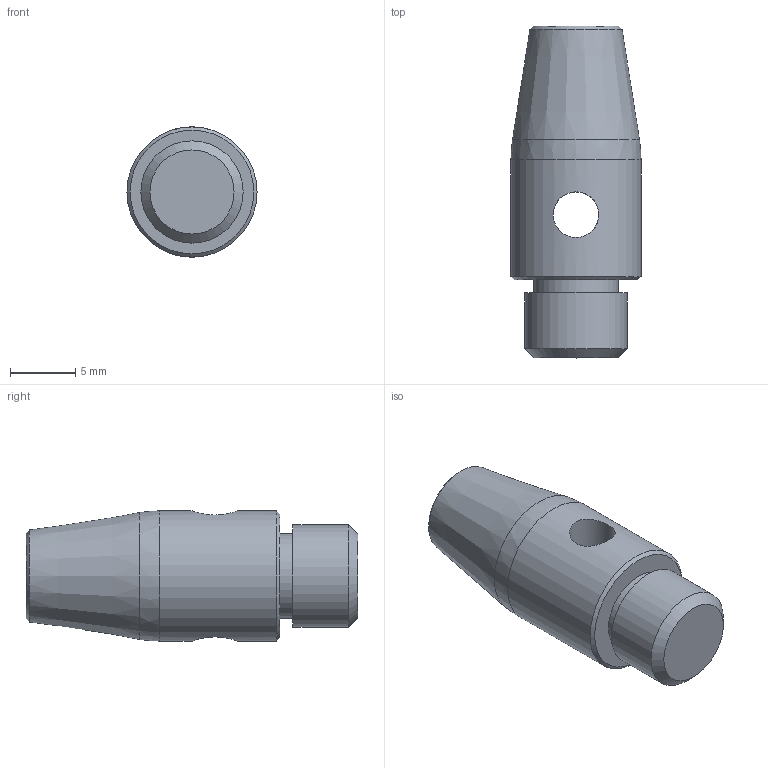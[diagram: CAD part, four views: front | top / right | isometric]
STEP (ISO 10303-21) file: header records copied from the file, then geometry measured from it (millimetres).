
FILE_DESCRIPTION(/* description */ (''),/* implementation_level */ '2;1');
FILE_NAME(/* name */ 'MS-LONG-PULLEY-STANDOFF 1.3.step',/* time_stamp */ '2019-04-13T15:10:52+01:00',/* author */ ('gregY6MPL'),/* organization */ (''),/* preprocessor_version */ 'ST-DEVELOPER v18',/* originating_system */ 'Autodesk Translation Framework v8.2.0.1029',/* authorisation */ '');
FILE_SCHEMA (('AUTOMOTIVE_DESIGN { 1 0 10303 214 3 1 1 }'));
Length unit declared in the file: millimetre
Products named in the file (2): MS-LONG-PULLEY-STANDOFF; MS-LONG-PULLEY-STANDOFF_1
Assembly tree (1 placements, depth 2):
  MS-LONG-PULLEY-STANDOFF
    MS-LONG-PULLEY-STANDOFF_1
Bounding box: 10 x 25.5 x 10 mm (x, y, z)
Volume: 1413.3 mm3; surface area: 1036.1 mm2
Topology: 1 solids, 1 shells, 16 faces, 37 edges, 25 vertices
Faces by surface type: cone 6, cylinder 5, plane 4, bspline 1
Full cylindrical faces by diameter (mm): 3.332 x1, 3.5 x1, 6.5 x1, 7.866 x1, 10 x1
Entity records: 624 total; most frequent: CARTESIAN_POINT 173, DIRECTION 95, ORIENTED_EDGE 72, AXIS2_PLACEMENT_3D 42, EDGE_CURVE 36, VERTEX_POINT 25, CIRCLE 23, EDGE_LOOP 21
